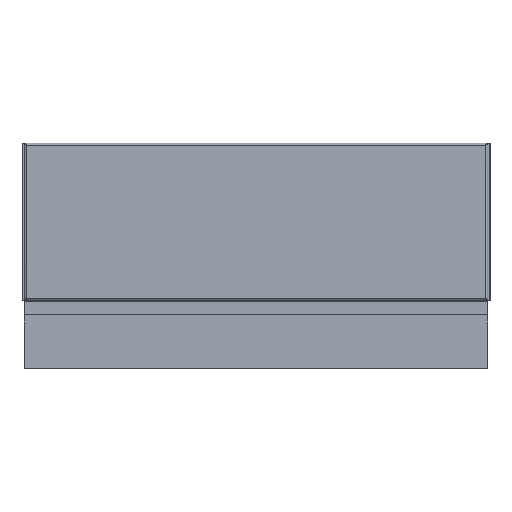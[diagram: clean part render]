
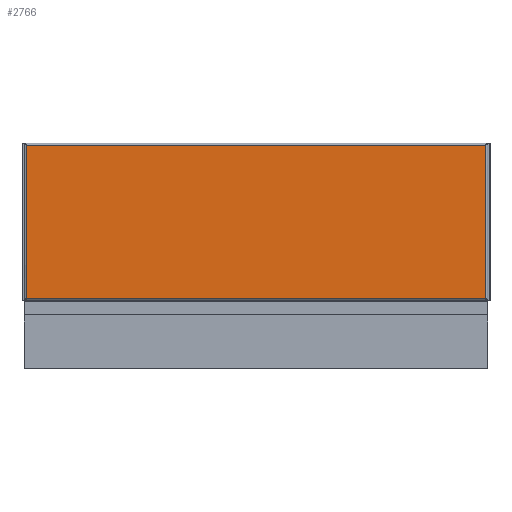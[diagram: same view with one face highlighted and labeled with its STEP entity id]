
A CAD part, top view. The second image highlights one B-rep face of the part: STEP entity #2766.
In plain terms, the highlighted planar face has unit normal (0, 0, 1).
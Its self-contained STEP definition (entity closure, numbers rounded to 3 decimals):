
#106 = VERTEX_POINT ( 'NONE', #3082 ) ;
#163 = CARTESIAN_POINT ( 'NONE',  ( -298.5, -99.5, 0. ) ) ;
#377 = VERTEX_POINT ( 'NONE', #448 ) ;
#386 = DIRECTION ( 'NONE',  ( 0., 0., 1. ) ) ;
#448 = CARTESIAN_POINT ( 'NONE',  ( 298.5, 99.5, 0. ) ) ;
#557 = LINE ( 'NONE', #2854, #1235 ) ;
#795 = LINE ( 'NONE', #2580, #3945 ) ;
#796 = CARTESIAN_POINT ( 'NONE',  ( -298.5, 99.5, 0. ) ) ;
#868 = FACE_OUTER_BOUND ( 'NONE', #4497, .T. ) ;
#1235 = VECTOR ( 'NONE', #4630, 1000. ) ;
#1313 = ORIENTED_EDGE ( 'NONE', *, *, #1866, .T. ) ;
#1354 = VERTEX_POINT ( 'NONE', #163 ) ;
#1579 = LINE ( 'NONE', #3380, #2660 ) ;
#1866 = EDGE_CURVE ( 'NONE', #3074, #1354, #557, .T. ) ;
#2088 = AXIS2_PLACEMENT_3D ( 'NONE', #5764, #386, #2189 ) ;
#2189 = DIRECTION ( 'NONE',  ( 1., 0., 0. ) ) ;
#2331 = LINE ( 'NONE', #2451, #4971 ) ;
#2451 = CARTESIAN_POINT ( 'NONE',  ( -299.093, -99.5, 0. ) ) ;
#2580 = CARTESIAN_POINT ( 'NONE',  ( 298.5, -100.093, 0. ) ) ;
#2617 = ORIENTED_EDGE ( 'NONE', *, *, #5541, .T. ) ;
#2660 = VECTOR ( 'NONE', #3036, 1000. ) ;
#2766 = ADVANCED_FACE ( 'NONE', ( #868 ), #3868, .T. ) ;
#2854 = CARTESIAN_POINT ( 'NONE',  ( -298.5, 100.093, 0. ) ) ;
#3036 = DIRECTION ( 'NONE',  ( -1., 0., 0. ) ) ;
#3074 = VERTEX_POINT ( 'NONE', #796 ) ;
#3082 = CARTESIAN_POINT ( 'NONE',  ( 298.5, -99.5, 0. ) ) ;
#3380 = CARTESIAN_POINT ( 'NONE',  ( 299.093, 99.5, 0. ) ) ;
#3668 = ORIENTED_EDGE ( 'NONE', *, *, #5678, .T. ) ;
#3868 = PLANE ( 'NONE',  #2088 ) ;
#3945 = VECTOR ( 'NONE', #4339, 1000. ) ;
#4339 = DIRECTION ( 'NONE',  ( 0., 1., 0. ) ) ;
#4497 = EDGE_LOOP ( 'NONE', ( #3668, #1313, #2617, #4942 ) ) ;
#4570 = DIRECTION ( 'NONE',  ( 1., 0., 0. ) ) ;
#4630 = DIRECTION ( 'NONE',  ( 0., -1., 0. ) ) ;
#4942 = ORIENTED_EDGE ( 'NONE', *, *, #5387, .T. ) ;
#4971 = VECTOR ( 'NONE', #4570, 1000. ) ;
#5387 = EDGE_CURVE ( 'NONE', #106, #377, #795, .T. ) ;
#5541 = EDGE_CURVE ( 'NONE', #1354, #106, #2331, .T. ) ;
#5678 = EDGE_CURVE ( 'NONE', #377, #3074, #1579, .T. ) ;
#5764 = CARTESIAN_POINT ( 'NONE',  ( 0., 0., 0. ) ) ;
